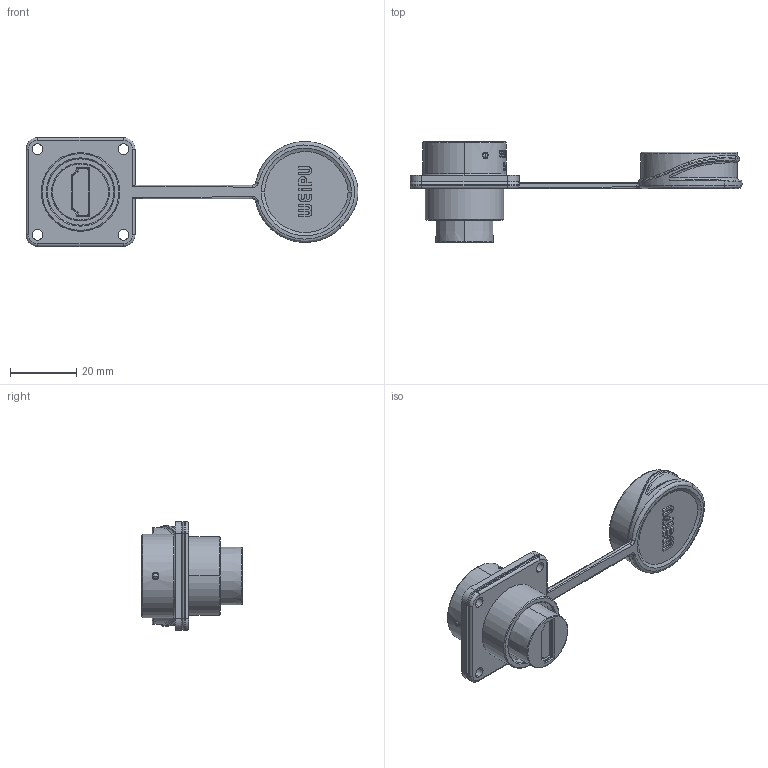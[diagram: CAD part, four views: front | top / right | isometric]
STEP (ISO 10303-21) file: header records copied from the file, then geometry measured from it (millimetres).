
FILE_DESCRIPTION((''),'2;1');
FILE_NAME('3D-SF2413-SHDMI2_0_ASM','2025-07-14T15:44:49',('Administrator'),(''),'CREO PARAMETRIC BY PTC INC, 2018050','CREO PARAMETRIC BY PTC INC, 2018050','');
FILE_SCHEMA(('CONFIG_CONTROL_DESIGN','SHAPE_APPEARANCE_LAYERS_GROUPS'));
Length unit declared in the file: millimetre
Products named in the file (7): PRT0002_1_1_1; PRT0002_1_2_1; PRT0002_1_3_1; PRT0002_1_4_1; PRT0002_1_ASM_1_ASM; 0_3D-SA2413-SHDMI2_0_ASM_1_ASM; 3D-SF2413-SHDMI2_0_ASM
Assembly tree (6 placements, depth 4):
  3D-SF2413-SHDMI2_0_ASM
    0_3D-SA2413-SHDMI2_0_ASM_1_ASM
      PRT0002_1_ASM_1_ASM
        PRT0002_1_1_1
        PRT0002_1_2_1
        PRT0002_1_3_1
        PRT0002_1_4_1
Bounding box: 100.5 x 30.5 x 33 mm (x, y, z)
Volume: 16106.4 mm3; surface area: 11046.5 mm2
Topology: 4 solids, 8 shells, 757 faces, 2053 edges, 1341 vertices
Faces by surface type: plane 517, cylinder 135, cone 37, bspline 31, torus 22, sphere 12, extrusion 3
Entity records: 27935 total; most frequent: CARTESIAN_POINT 9301, ORIENTED_EDGE 4078, DIRECTION 3534, EDGE_CURVE 2039, VERTEX_POINT 1341, AXIS2_PLACEMENT_3D 1245, VECTOR 1044, LINE 1041
